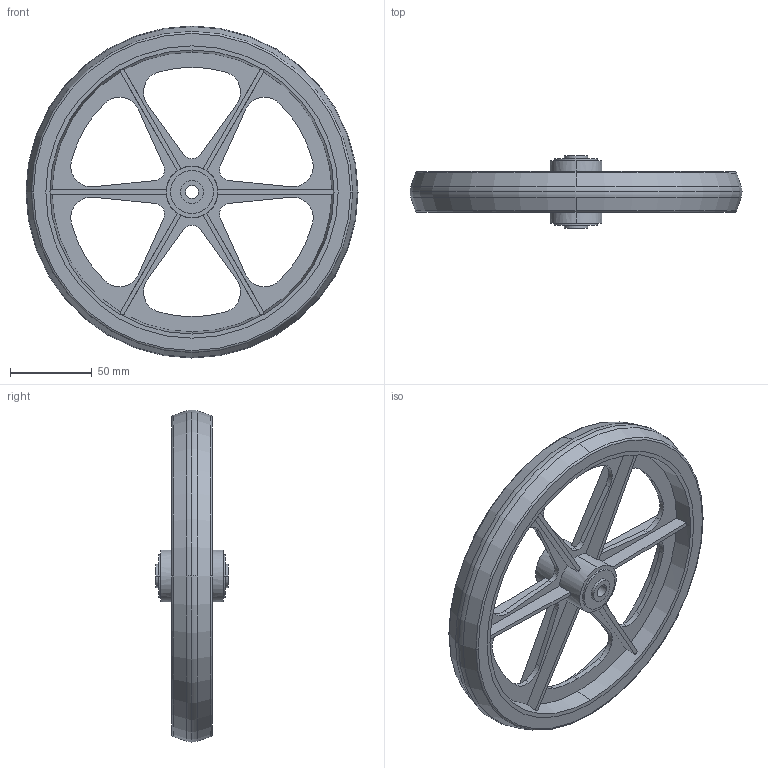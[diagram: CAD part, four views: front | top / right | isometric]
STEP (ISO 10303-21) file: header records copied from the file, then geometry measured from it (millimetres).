
FILE_DESCRIPTION((''),'2;1');
FILE_NAME('wheelchairwheel8.stp','2002-01-13T18:48:25',('Administrator'),(''),'Autodesk Inventor (tm) 3.0','Autodesk Inventor (tm) 3.0','');
FILE_SCHEMA(('CONFIG_CONTROL_DESIGN'));
Length unit declared in the file: inch
Products named in the file (5): wheelchairwheel8; wheelchairwheel81; wheelchairwheel82; wheelchairwheel83; wheelchairwheel84
Assembly tree (4 placements, depth 2):
  wheelchairwheel8
    wheelchairwheel81
    wheelchairwheel82
    wheelchairwheel83
    wheelchairwheel84
Bounding box: 203.2 x 44.58 x 203.2 mm (x, y, z)
Volume: 268224.6 mm3; surface area: 114577.6 mm2
Topology: 4 solids, 4 shells, 206 faces, 546 edges, 360 vertices
Faces by surface type: cylinder 74, plane 66, bspline 50, cone 8, torus 8
Entity records: 7175 total; most frequent: CARTESIAN_POINT 1271, DIRECTION 1136, ORIENTED_EDGE 1092, EDGE_CURVE 546, AXIS2_PLACEMENT_3D 425, VERTEX_POINT 360, VECTOR 286, LINE 286
